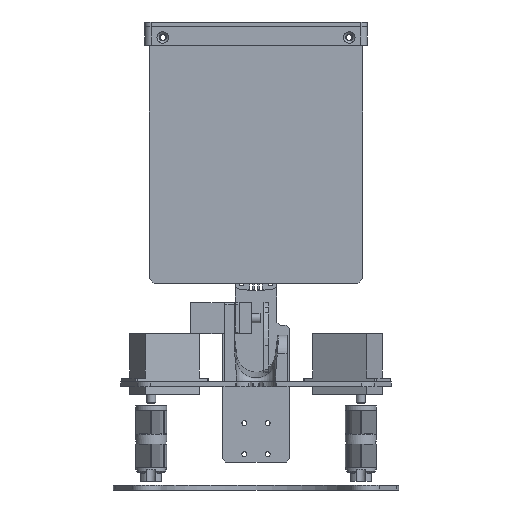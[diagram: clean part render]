
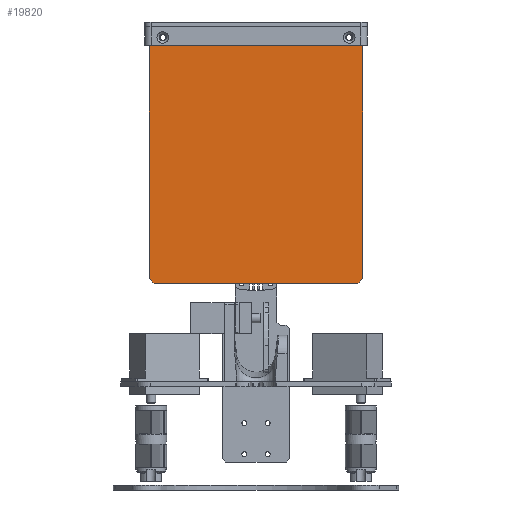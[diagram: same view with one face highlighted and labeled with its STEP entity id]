
A CAD part, front view. The second image highlights one B-rep face of the part: STEP entity #19820.
In plain terms, the highlighted planar face has unit normal (0, -1, 0).
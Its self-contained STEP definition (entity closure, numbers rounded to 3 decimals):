
#19630 = VERTEX_POINT('',#19631);
#19631 = CARTESIAN_POINT('',(-68.536,-38.9,-127.));
#19637 = EDGE_CURVE('',#19630,#19638,#19640,.T.);
#19638 = VERTEX_POINT('',#19639);
#19639 = CARTESIAN_POINT('',(-68.536,-38.9,29.8));
#19640 = LINE('',#19641,#19642);
#19641 = CARTESIAN_POINT('',(-68.536,-38.9,-130.));
#19642 = VECTOR('',#19643,1.);
#19643 = DIRECTION('',(0.,0.,1.));
#19778 = EDGE_CURVE('',#19630,#19779,#19781,.T.);
#19779 = VERTEX_POINT('',#19780);
#19780 = CARTESIAN_POINT('',(-65.536,-38.9,-130.));
#19781 = LINE('',#19782,#19783);
#19782 = CARTESIAN_POINT('',(-70.646,-38.9,
    -124.89));
#19783 = VECTOR('',#19784,1.);
#19784 = DIRECTION('',(0.707,0.,-0.707));
#19802 = EDGE_CURVE('',#19638,#19803,#19805,.T.);
#19803 = VERTEX_POINT('',#19804);
#19804 = CARTESIAN_POINT('',(-67.536,-38.9,30.8));
#19805 = LINE('',#19806,#19807);
#19806 = CARTESIAN_POINT('',(-70.358,-38.9,
    27.978));
#19807 = VECTOR('',#19808,1.);
#19808 = DIRECTION('',(0.707,0.,0.707));
#19820 = ADVANCED_FACE('',(#19821,#19896,#19907),#19918,.T.);
#19821 = FACE_BOUND('',#19822,.T.);
#19822 = EDGE_LOOP('',(#19823,#19824,#19825,#19833,#19841,#19849,#19857,
    #19865,#19873,#19881,#19889,#19895));
#19823 = ORIENTED_EDGE('',*,*,#19637,.F.);
#19824 = ORIENTED_EDGE('',*,*,#19778,.T.);
#19825 = ORIENTED_EDGE('',*,*,#19826,.F.);
#19826 = EDGE_CURVE('',#19827,#19779,#19829,.T.);
#19827 = VERTEX_POINT('',#19828);
#19828 = CARTESIAN_POINT('',(65.536,-38.9,-130.));
#19829 = LINE('',#19830,#19831);
#19830 = CARTESIAN_POINT('',(68.536,-38.9,-130.));
#19831 = VECTOR('',#19832,1.);
#19832 = DIRECTION('',(-1.,0.,0.));
#19833 = ORIENTED_EDGE('',*,*,#19834,.T.);
#19834 = EDGE_CURVE('',#19827,#19835,#19837,.T.);
#19835 = VERTEX_POINT('',#19836);
#19836 = CARTESIAN_POINT('',(68.536,-38.9,-127.));
#19837 = LINE('',#19838,#19839);
#19838 = CARTESIAN_POINT('',(70.646,-38.9,
    -124.89));
#19839 = VECTOR('',#19840,1.);
#19840 = DIRECTION('',(0.707,0.,0.707));
#19841 = ORIENTED_EDGE('',*,*,#19842,.F.);
#19842 = EDGE_CURVE('',#19843,#19835,#19845,.T.);
#19843 = VERTEX_POINT('',#19844);
#19844 = CARTESIAN_POINT('',(68.536,-38.9,29.8));
#19845 = LINE('',#19846,#19847);
#19846 = CARTESIAN_POINT('',(68.536,-38.9,30.8));
#19847 = VECTOR('',#19848,1.);
#19848 = DIRECTION('',(0.,0.,-1.));
#19849 = ORIENTED_EDGE('',*,*,#19850,.F.);
#19850 = EDGE_CURVE('',#19851,#19843,#19853,.T.);
#19851 = VERTEX_POINT('',#19852);
#19852 = CARTESIAN_POINT('',(67.536,-38.9,30.8));
#19853 = LINE('',#19854,#19855);
#19854 = CARTESIAN_POINT('',(70.358,-38.9,
    27.978));
#19855 = VECTOR('',#19856,1.);
#19856 = DIRECTION('',(0.707,0.,-0.707));
#19857 = ORIENTED_EDGE('',*,*,#19858,.F.);
#19858 = EDGE_CURVE('',#19859,#19851,#19861,.T.);
#19859 = VERTEX_POINT('',#19860);
#19860 = CARTESIAN_POINT('',(63.8,-38.9,30.8));
#19861 = LINE('',#19862,#19863);
#19862 = CARTESIAN_POINT('',(63.8,-38.9,30.8));
#19863 = VECTOR('',#19864,1.);
#19864 = DIRECTION('',(1.,0.,0.));
#19865 = ORIENTED_EDGE('',*,*,#19866,.F.);
#19866 = EDGE_CURVE('',#19867,#19859,#19869,.T.);
#19867 = VERTEX_POINT('',#19868);
#19868 = CARTESIAN_POINT('',(63.8,-38.9,31.4));
#19869 = LINE('',#19870,#19871);
#19870 = CARTESIAN_POINT('',(63.8,-38.9,31.4));
#19871 = VECTOR('',#19872,1.);
#19872 = DIRECTION('',(0.,0.,-1.));
#19873 = ORIENTED_EDGE('',*,*,#19874,.F.);
#19874 = EDGE_CURVE('',#19875,#19867,#19877,.T.);
#19875 = VERTEX_POINT('',#19876);
#19876 = CARTESIAN_POINT('',(-63.8,-38.9,31.4));
#19877 = LINE('',#19878,#19879);
#19878 = CARTESIAN_POINT('',(-63.8,-38.9,31.4));
#19879 = VECTOR('',#19880,1.);
#19880 = DIRECTION('',(1.,0.,0.));
#19881 = ORIENTED_EDGE('',*,*,#19882,.F.);
#19882 = EDGE_CURVE('',#19883,#19875,#19885,.T.);
#19883 = VERTEX_POINT('',#19884);
#19884 = CARTESIAN_POINT('',(-63.8,-38.9,30.8));
#19885 = LINE('',#19886,#19887);
#19886 = CARTESIAN_POINT('',(-63.8,-38.9,30.8));
#19887 = VECTOR('',#19888,1.);
#19888 = DIRECTION('',(0.,0.,1.));
#19889 = ORIENTED_EDGE('',*,*,#19890,.F.);
#19890 = EDGE_CURVE('',#19803,#19883,#19891,.T.);
#19891 = LINE('',#19892,#19893);
#19892 = CARTESIAN_POINT('',(-68.536,-38.9,30.8));
#19893 = VECTOR('',#19894,1.);
#19894 = DIRECTION('',(1.,0.,0.));
#19895 = ORIENTED_EDGE('',*,*,#19802,.F.);
#19896 = FACE_BOUND('',#19897,.F.);
#19897 = EDGE_LOOP('',(#19898));
#19898 = ORIENTED_EDGE('',*,*,#19899,.T.);
#19899 = EDGE_CURVE('',#19900,#19900,#19902,.T.);
#19900 = VERTEX_POINT('',#19901);
#19901 = CARTESIAN_POINT('',(61.75,-38.9,28.));
#19902 = CIRCLE('',#19903,1.75);
#19903 = AXIS2_PLACEMENT_3D('',#19904,#19905,#19906);
#19904 = CARTESIAN_POINT('',(60.,-38.9,28.));
#19905 = DIRECTION('',(0.,-1.,0.));
#19906 = DIRECTION('',(1.,0.,0.));
#19907 = FACE_BOUND('',#19908,.F.);
#19908 = EDGE_LOOP('',(#19909));
#19909 = ORIENTED_EDGE('',*,*,#19910,.T.);
#19910 = EDGE_CURVE('',#19911,#19911,#19913,.T.);
#19911 = VERTEX_POINT('',#19912);
#19912 = CARTESIAN_POINT('',(-58.25,-38.9,28.));
#19913 = CIRCLE('',#19914,1.75);
#19914 = AXIS2_PLACEMENT_3D('',#19915,#19916,#19917);
#19915 = CARTESIAN_POINT('',(-60.,-38.9,28.));
#19916 = DIRECTION('',(0.,-1.,0.));
#19917 = DIRECTION('',(1.,0.,0.));
#19918 = PLANE('',#19919);
#19919 = AXIS2_PLACEMENT_3D('',#19920,#19921,#19922);
#19920 = CARTESIAN_POINT('',(0.,-38.9,-47.024));
#19921 = DIRECTION('',(0.,-1.,0.));
#19922 = DIRECTION('',(1.,0.,0.));
